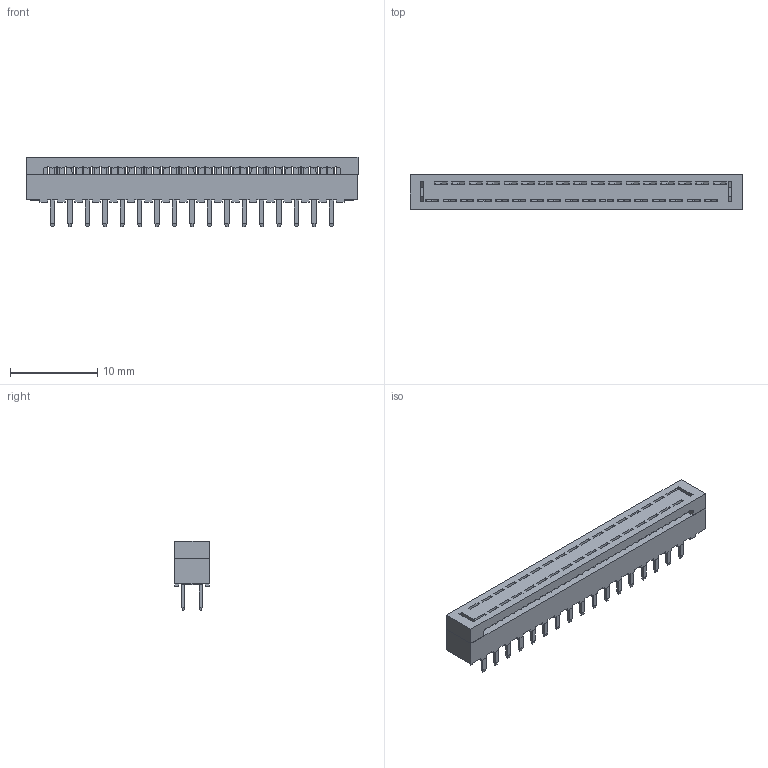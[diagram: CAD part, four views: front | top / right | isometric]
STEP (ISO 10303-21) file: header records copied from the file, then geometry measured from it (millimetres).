
FILE_DESCRIPTION( ( 'Unknown' ), '1' );
FILE_NAME( '62503422323.stp', 'Unknown', ( 'Unknown' ), ( 'Unknown' ), 'PSStep 15.0.49', 'Unknown', ' ' );
FILE_SCHEMA( ( 'AUTOMOTIVE_DESIGN { 1 0 10303 214 1 1 1 1 }' ) );
Length unit declared in the file: millimetre
Products named in the file (4): Assem1; 6250xx22323_PIN; 62503422323; 62503422323_PAD
Assembly tree (36 placements, depth 2):
  Assem1
    6250xx22323_PIN  x34
    62503422323
    62503422323_PAD
Bounding box: 38.1 x 4 x 8 mm (x, y, z)
Volume: 641.8 mm3; surface area: 2015.5 mm2
Topology: 36 solids, 36 shells, 1225 faces, 3425 edges, 2236 vertices
Faces by surface type: plane 1157, cylinder 68
Entity records: 27365 total; most frequent: CARTESIAN_POINT 3953, ORIENTED_EDGE 3946, DIRECTION 3577, EDGE_CURVE 1973, LINE 1705, VECTOR 1705, VERTEX_POINT 1312, AXIS2_PLACEMENT_3D 936
